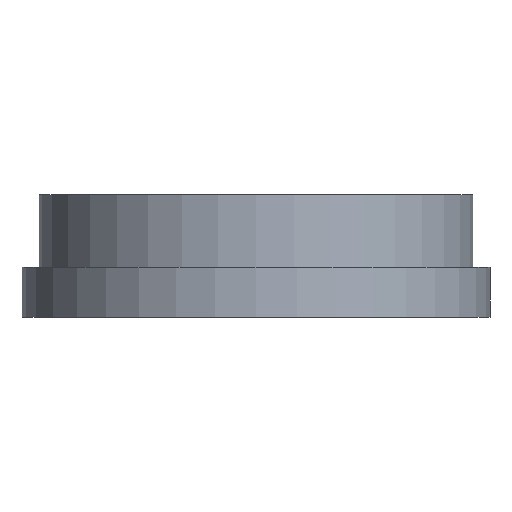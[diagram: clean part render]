
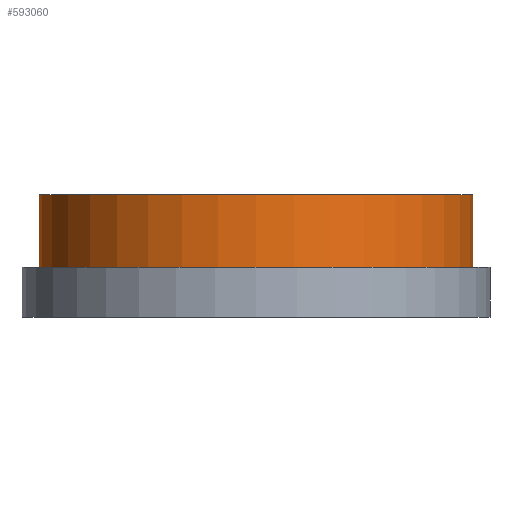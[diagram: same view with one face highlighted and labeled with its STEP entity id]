
A CAD part, front view. The second image highlights one B-rep face of the part: STEP entity #593060.
In plain terms, the highlighted cylindrical face has radius 9.55 mm (diameter 19.1 mm), a partial arc.
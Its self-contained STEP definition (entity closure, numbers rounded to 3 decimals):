
#60=CARTESIAN_POINT('',(0.,0.,0.2));
#70=DIRECTION('',(0.,0.,1.));
#80=DIRECTION('',(1.,0.,0.));
#90=AXIS2_PLACEMENT_3D('',#60,#70,#80);
#100=CIRCLE('',#90,9.55);
#110=CARTESIAN_POINT('',(9.55,0.,0.2));
#120=VERTEX_POINT('',#110);
#130=CARTESIAN_POINT('',(-9.55,0.,0.2));
#140=VERTEX_POINT('',#130);
#170=EDGE_CURVE('',#140,#120,#100,.T.);
#592750=CARTESIAN_POINT('',(0.,0.,0.));
#592760=DIRECTION('',(0.,0.,1.));
#592770=DIRECTION('',(1.,0.,0.));
#592780=AXIS2_PLACEMENT_3D('',#592750,#592760,#592770);
#592790=CYLINDRICAL_SURFACE('',#592780,9.55);
#592800=CARTESIAN_POINT('',(-9.55,0.,0.));
#592810=DIRECTION('',(0.,0.,1.));
#592820=VECTOR('',#592810,1.);
#592830=LINE('',#592800,#592820);
#592840=CARTESIAN_POINT('',(-9.55,0.,-3.));
#592850=VERTEX_POINT('',#592840);
#592860=EDGE_CURVE('',#592850,#140,#592830,.T.);
#592870=ORIENTED_EDGE('',*,*,#592860,.F.);
#592880=ORIENTED_EDGE('',*,*,#170,.F.);
#592890=CARTESIAN_POINT('',(9.55,0.,0.));
#592900=DIRECTION('',(0.,0.,1.));
#592910=VECTOR('',#592900,1.);
#592920=LINE('',#592890,#592910);
#592930=CARTESIAN_POINT('',(9.55,0.,-3.));
#592940=VERTEX_POINT('',#592930);
#592950=EDGE_CURVE('',#592940,#120,#592920,.T.);
#592960=ORIENTED_EDGE('',*,*,#592950,.T.);
#592970=CARTESIAN_POINT('',(0.,0.,-3.));
#592980=DIRECTION('',(0.,0.,1.));
#592990=DIRECTION('',(1.,0.,0.));
#593000=AXIS2_PLACEMENT_3D('',#592970,#592980,#592990);
#593010=CIRCLE('',#593000,9.55);
#593020=EDGE_CURVE('',#592850,#592940,#593010,.T.);
#593030=ORIENTED_EDGE('',*,*,#593020,.T.);
#593040=EDGE_LOOP('',(#593030,#592960,#592880,#592870));
#593050=FACE_OUTER_BOUND('',#593040,.T.);
#593060=ADVANCED_FACE('',(#593050),#592790,.T.);
